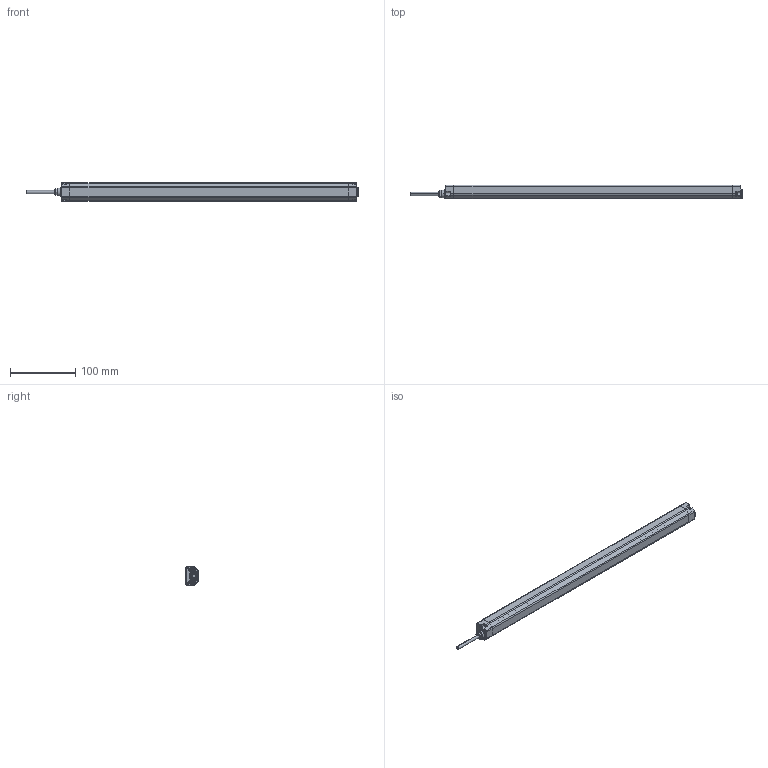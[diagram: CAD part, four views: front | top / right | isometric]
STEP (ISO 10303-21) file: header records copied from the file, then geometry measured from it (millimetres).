
FILE_DESCRIPTION((''),'2;1');
FILE_NAME('154525_SW','2010-11-02T',('banengservice'),('BANNER ENGINEERING'),'PRO/ENGINEER BY PARAMETRIC TECHNOLOGY CORPORATION, 2009141','PRO/ENGINEER BY PARAMETRIC TECHNOLOGY CORPORATION, 2009141','');
FILE_SCHEMA(('CONFIG_CONTROL_DESIGN'));
Length unit declared in the file: inch
Products named in the file (1): 154525_SW
Bounding box: 509.5 x 21 x 28 mm (x, y, z)
Volume: 103924.3 mm3; surface area: 110360.9 mm2
Topology: 2 solids, 2 shells, 675 faces, 1670 edges, 990 vertices
Faces by surface type: plane 212, cylinder 165, cone 118, torus 91, bspline 77, sphere 12
Entity records: 25548 total; most frequent: CARTESIAN_POINT 9901, ORIENTED_EDGE 3324, DIRECTION 3293, EDGE_CURVE 1662, AXIS2_PLACEMENT_3D 1294, VERTEX_POINT 990, VECTOR 705, LINE 705
